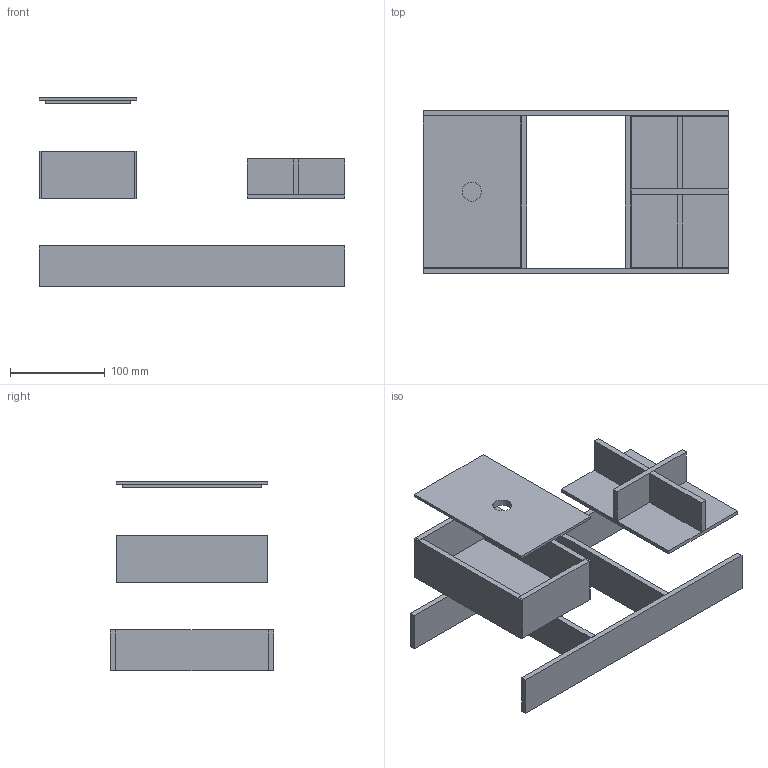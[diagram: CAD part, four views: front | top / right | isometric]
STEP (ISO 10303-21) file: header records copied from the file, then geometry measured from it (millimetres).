
FILE_DESCRIPTION((' '),'2;1');
FILE_NAME('K490.stp','2023-04-05T08:23:47',(' '),(' '),' ','ACIS',' ');
FILE_SCHEMA(('CONFIG_CONTROL_DESIGN'));
Length unit declared in the file: millimetre
Products named in the file (15): K490.stp; Körper1; Körper2; Körper3; Körper4; Körper5; Körper6; Körper7; Körper8; Körper9; Körper10; Körper11; Körper12; Körper13; Körper14
Assembly tree (14 placements, depth 2):
  K490.stp
    Körper1
    Körper2
    Körper3
    Körper4
    Körper5
    Körper6
    Körper7
    Körper8
    Körper9
    Körper10
    Körper11
    Körper12
    Körper13
    Körper14
Bounding box: 323 x 173 x 200 mm (x, y, z)
Volume: 678892.9 mm3; surface area: 285245.5 mm2
Topology: 14 solids, 14 shells, 102 faces, 219 edges, 146 vertices
Faces by surface type: plane 101, cylinder 1
Full cylindrical faces by diameter (mm): 20 x1
Entity records: 4830 total; most frequent: CARTESIAN_POINT 495, DIRECTION 482, ORIENTED_EDGE 436, EDGE_CURVE 218, VECTOR 216, LINE 216, PERSON 148, ORGANIZATION 148
